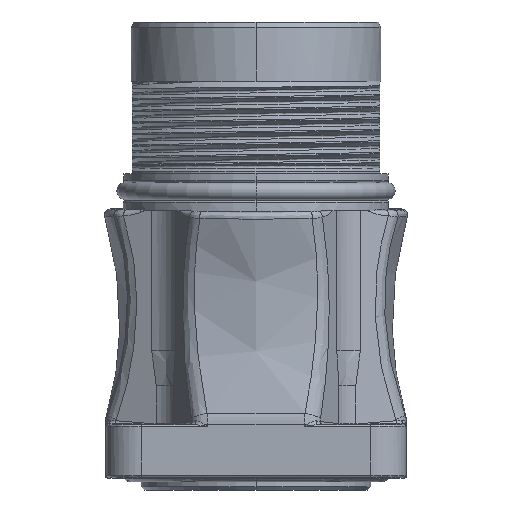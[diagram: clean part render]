
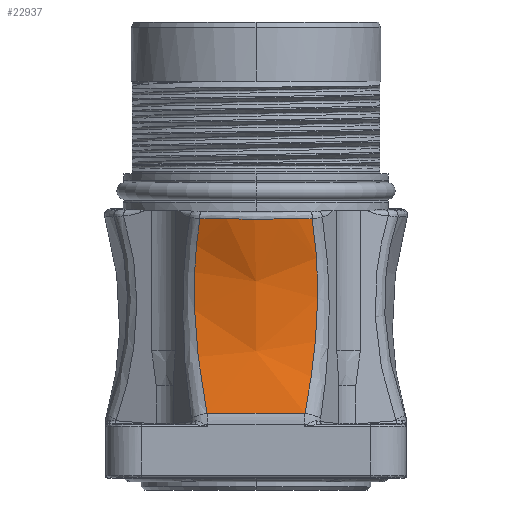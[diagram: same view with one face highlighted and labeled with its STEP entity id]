
A CAD part, front view. The second image highlights one B-rep face of the part: STEP entity #22937.
In plain terms, the highlighted free-form (B-spline) face has degree [3, 3] with [9, 8] control points.
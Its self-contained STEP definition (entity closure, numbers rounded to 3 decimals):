
#3463=CARTESIAN_POINT('',(-4.232,-12.407,
-17.652));
#3470=CARTESIAN_POINT('',(-4.232,-12.407,
-17.652));
#3471=CARTESIAN_POINT('',(-4.388,-12.137,
-16.844));
#3472=CARTESIAN_POINT('',(-4.669,-11.671,
-15.242));
#3473=CARTESIAN_POINT('',(-4.993,-11.182,
-12.877));
#3474=CARTESIAN_POINT('',(-5.21,-10.904,
-10.635));
#3475=CARTESIAN_POINT('',(-5.325,-10.815,
-8.53));
#3476=CARTESIAN_POINT('',(-5.345,-10.891,
-6.544));
#3477=CARTESIAN_POINT('',(-5.277,-11.121,
-4.626));
#3478=CARTESIAN_POINT('',(-5.119,-11.507,
-2.737));
#3479=CARTESIAN_POINT('',(-4.949,-11.879,
-1.463));
#3480=CARTESIAN_POINT('',(-4.848,-12.092,
-0.828));
#3529=CARTESIAN_POINT('',(-4.848,-12.092,
-0.828));
#3530=CARTESIAN_POINT('',(-4.411,-12.254,
-0.836));
#3531=CARTESIAN_POINT('',(-3.519,-12.535,
-0.85));
#3532=CARTESIAN_POINT('',(-2.13,-12.821,
-0.864));
#3533=CARTESIAN_POINT('',(-0.709,-12.965,
-0.871));
#3534=CARTESIAN_POINT('',(0.708,-12.965,
-0.871));
#3535=CARTESIAN_POINT('',(2.13,-12.821,
-0.864));
#3536=CARTESIAN_POINT('',(3.518,-12.535,
-0.85));
#3537=CARTESIAN_POINT('',(4.411,-12.254,
-0.836));
#3538=CARTESIAN_POINT('',(4.848,-12.092,
-0.828));
#3553=CARTESIAN_POINT('',(4.848,-12.092,
-0.828));
#3577=CARTESIAN_POINT('',(4.848,-12.092,
-0.828));
#3578=CARTESIAN_POINT('',(4.949,-11.879,
-1.463));
#3579=CARTESIAN_POINT('',(5.119,-11.507,
-2.737));
#3580=CARTESIAN_POINT('',(5.277,-11.121,
-4.626));
#3581=CARTESIAN_POINT('',(5.345,-10.891,
-6.544));
#3582=CARTESIAN_POINT('',(5.325,-10.815,
-8.53));
#3583=CARTESIAN_POINT('',(5.21,-10.904,
-10.635));
#3584=CARTESIAN_POINT('',(4.993,-11.182,
-12.877));
#3585=CARTESIAN_POINT('',(4.669,-11.671,
-15.242));
#3586=CARTESIAN_POINT('',(4.388,-12.137,
-16.844));
#3587=CARTESIAN_POINT('',(4.232,-12.407,
-17.652));
#3589=CARTESIAN_POINT('',(4.232,-12.407,
-17.652));
#5308=CARTESIAN_POINT('',(-4.232,-12.407,
-17.652));
#5309=CARTESIAN_POINT('',(-3.292,-12.422,
-17.673));
#5310=CARTESIAN_POINT('',(-1.411,-12.441,
-17.703));
#5311=CARTESIAN_POINT('',(1.411,-12.441,
-17.703));
#5312=CARTESIAN_POINT('',(3.292,-12.422,
-17.673));
#5313=CARTESIAN_POINT('',(4.232,-12.407,
-17.652));
#12518=VERTEX_POINT('',#3463);
#12521=VERTEX_POINT('',#3589);
#12565=VERTEX_POINT('',#3553);
#12567=VERTEX_POINT('',#3529);
#22858=CARTESIAN_POINT('',(-5.371,-11.883,
-0.828));
#22859=CARTESIAN_POINT('',(-5.368,-11.77,
-1.258));
#22860=CARTESIAN_POINT('',(-5.359,-11.327,
-3.091));
#22861=CARTESIAN_POINT('',(-5.338,-10.733,
-6.97));
#22862=CARTESIAN_POINT('',(-5.309,-10.849,
-11.662));
#22863=CARTESIAN_POINT('',(-5.284,-11.655,
-15.422));
#22864=CARTESIAN_POINT('',(-5.271,-12.235,
-17.201));
#22865=CARTESIAN_POINT('',(-5.267,-12.414,
-17.702));
#22866=CARTESIAN_POINT('',(-5.27,-11.926,
-0.828));
#22867=CARTESIAN_POINT('',(-5.267,-11.812,
-1.258));
#22868=CARTESIAN_POINT('',(-5.257,-11.365,
-3.091));
#22869=CARTESIAN_POINT('',(-5.236,-10.761,
-6.97));
#22870=CARTESIAN_POINT('',(-5.206,-10.866,
-11.662));
#22871=CARTESIAN_POINT('',(-5.18,-11.662,
-15.422));
#22872=CARTESIAN_POINT('',(-5.166,-12.237,
-17.201));
#22873=CARTESIAN_POINT('',(-5.163,-12.415,
-17.702));
#22874=CARTESIAN_POINT('',(-4.636,-12.186,
-0.828));
#22875=CARTESIAN_POINT('',(-4.633,-12.066,
-1.258));
#22876=CARTESIAN_POINT('',(-4.621,-11.592,
-3.091));
#22877=CARTESIAN_POINT('',(-4.594,-10.932,
-6.97));
#22878=CARTESIAN_POINT('',(-4.559,-10.966,
-11.662));
#22879=CARTESIAN_POINT('',(-4.528,-11.705,
-15.422));
#22880=CARTESIAN_POINT('',(-4.513,-12.251,
-17.201));
#22881=CARTESIAN_POINT('',(-4.508,-12.421,
-17.702));
#22882=CARTESIAN_POINT('',(-2.885,-12.754,
-0.828));
#22883=CARTESIAN_POINT('',(-2.882,-12.621,
-1.258));
#22884=CARTESIAN_POINT('',(-2.869,-12.09,
-3.091));
#22885=CARTESIAN_POINT('',(-2.841,-11.306,
-6.97));
#22886=CARTESIAN_POINT('',(-2.804,-11.186,
-11.662));
#22887=CARTESIAN_POINT('',(-2.773,-11.797,
-15.422));
#22888=CARTESIAN_POINT('',(-2.758,-12.283,
-17.201));
#22889=CARTESIAN_POINT('',(-2.753,-12.435,
-17.702));
#22890=CARTESIAN_POINT('',(0.,-13.118,-0.828));
#22891=CARTESIAN_POINT('',(0.,-12.977,-1.258));
#22892=CARTESIAN_POINT('',(0.,-12.409,-3.091));
#22893=CARTESIAN_POINT('',(0.,-11.546,-6.97));
#22894=CARTESIAN_POINT('',(0.,-11.328,-11.662));
#22895=CARTESIAN_POINT('',(0.,-11.857,-15.422));
#22896=CARTESIAN_POINT('',(0.,-12.303,-17.201));
#22897=CARTESIAN_POINT('',(0.,-12.444,-17.702));
#22898=CARTESIAN_POINT('',(2.885,-12.754,
-0.828));
#22899=CARTESIAN_POINT('',(2.882,-12.621,
-1.258));
#22900=CARTESIAN_POINT('',(2.869,-12.09,
-3.091));
#22901=CARTESIAN_POINT('',(2.841,-11.306,
-6.97));
#22902=CARTESIAN_POINT('',(2.804,-11.186,
-11.662));
#22903=CARTESIAN_POINT('',(2.773,-11.797,
-15.422));
#22904=CARTESIAN_POINT('',(2.758,-12.283,
-17.201));
#22905=CARTESIAN_POINT('',(2.753,-12.435,
-17.702));
#22906=CARTESIAN_POINT('',(4.636,-12.186,
-0.828));
#22907=CARTESIAN_POINT('',(4.633,-12.066,
-1.258));
#22908=CARTESIAN_POINT('',(4.621,-11.592,
-3.091));
#22909=CARTESIAN_POINT('',(4.594,-10.932,
-6.97));
#22910=CARTESIAN_POINT('',(4.559,-10.966,
-11.662));
#22911=CARTESIAN_POINT('',(4.528,-11.705,
-15.422));
#22912=CARTESIAN_POINT('',(4.513,-12.251,
-17.201));
#22913=CARTESIAN_POINT('',(4.508,-12.421,
-17.702));
#22914=CARTESIAN_POINT('',(5.27,-11.926,
-0.828));
#22915=CARTESIAN_POINT('',(5.267,-11.812,
-1.258));
#22916=CARTESIAN_POINT('',(5.257,-11.365,
-3.091));
#22917=CARTESIAN_POINT('',(5.236,-10.761,
-6.97));
#22918=CARTESIAN_POINT('',(5.206,-10.866,
-11.662));
#22919=CARTESIAN_POINT('',(5.18,-11.662,
-15.422));
#22920=CARTESIAN_POINT('',(5.166,-12.237,
-17.201));
#22921=CARTESIAN_POINT('',(5.163,-12.415,
-17.702));
#22922=CARTESIAN_POINT('',(5.371,-11.883,
-0.828));
#22923=CARTESIAN_POINT('',(5.368,-11.77,
-1.258));
#22924=CARTESIAN_POINT('',(5.359,-11.327,
-3.091));
#22925=CARTESIAN_POINT('',(5.338,-10.733,
-6.97));
#22926=CARTESIAN_POINT('',(5.309,-10.849,
-11.662));
#22927=CARTESIAN_POINT('',(5.284,-11.655,
-15.422));
#22928=CARTESIAN_POINT('',(5.271,-12.235,
-17.201));
#22929=CARTESIAN_POINT('',(5.267,-12.414,
-17.702));
#22930=B_SPLINE_SURFACE_WITH_KNOTS('',3,3,((#22858,#22859,#22860,#22861,#22862,
#22863,#22864,#22865),(#22866,#22867,#22868,#22869,#22870,#22871,#22872,#22873),
(#22874,#22875,#22876,#22877,#22878,#22879,#22880,#22881),(#22882,#22883,#22884,
#22885,#22886,#22887,#22888,#22889),(#22890,#22891,#22892,#22893,#22894,#22895,
#22896,#22897),(#22898,#22899,#22900,#22901,#22902,#22903,#22904,#22905),
(#22906,#22907,#22908,#22909,#22910,#22911,#22912,#22913),(#22914,#22915,#22916,
#22917,#22918,#22919,#22920,#22921),(#22922,#22923,#22924,#22925,#22926,#22927,
#22928,#22929)),.UNSPECIFIED.,.F.,.F.,.F.,(4,1,1,1,1,1,4),(4,1,1,1,1,4),(
0.234,0.25,0.333,0.5,0.667,0.75,
0.766),(0.043,0.111,0.333,
0.667,0.889,0.977),.UNSPECIFIED.);
#22931=ORIENTED_EDGE('',*,*,#19366,.T.);
#22932=ORIENTED_EDGE('',*,*,#19490,.T.);
#22933=ORIENTED_EDGE('',*,*,#22853,.F.);
#22934=ORIENTED_EDGE('',*,*,#19210,.T.);
#22935=EDGE_LOOP('',(#22931,#22932,#22933,#22934));
#22936=FACE_OUTER_BOUND('',#22935,.F.);
#3481=B_SPLINE_CURVE_WITH_KNOTS('',3,(#3470,#3471,#3472,#3473,#3474,#3475,#3476,
#3477,#3478,#3479,#3480),.UNSPECIFIED.,.F.,.F.,(4,1,1,1,1,1,1,1,4),(0.,
0.125,0.25,0.375,0.5,0.625,0.75,0.875,1.),.UNSPECIFIED.);
#3539=B_SPLINE_CURVE_WITH_KNOTS('',3,(#3529,#3530,#3531,#3532,#3533,#3534,#3535,
#3536,#3537,#3538),.UNSPECIFIED.,.F.,.F.,(4,1,1,1,1,1,1,4),(0.,
0.143,0.286,0.429,0.571,
0.714,0.857,1.),.UNSPECIFIED.);
#3588=B_SPLINE_CURVE_WITH_KNOTS('',3,(#3577,#3578,#3579,#3580,#3581,#3582,#3583,
#3584,#3585,#3586,#3587),.UNSPECIFIED.,.F.,.F.,(4,1,1,1,1,1,1,1,4),(0.,
0.125,0.25,0.375,0.5,0.625,0.75,0.875,1.),.UNSPECIFIED.);
#5314=B_SPLINE_CURVE_WITH_KNOTS('',3,(#5308,#5309,#5310,#5311,#5312,#5313),
.UNSPECIFIED.,.F.,.F.,(4,1,1,4),(0.,0.333,0.667,1.),
.UNSPECIFIED.);
#19210=EDGE_CURVE('',#12518,#12567,#3481,.T.);
#19366=EDGE_CURVE('',#12567,#12565,#3539,.T.);
#19490=EDGE_CURVE('',#12565,#12521,#3588,.T.);
#22853=EDGE_CURVE('',#12518,#12521,#5314,.T.);
#22937=ADVANCED_FACE('',(#22936),#22930,.F.);
